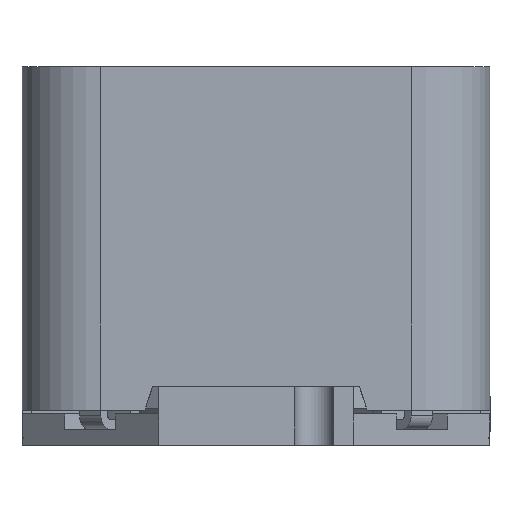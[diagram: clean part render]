
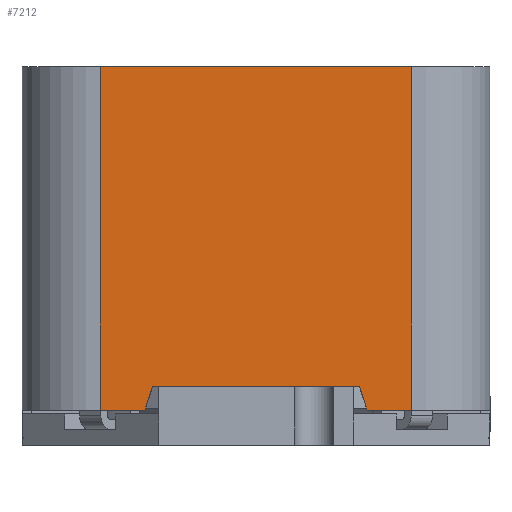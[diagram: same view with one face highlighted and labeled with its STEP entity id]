
A CAD part, left-side view. The second image highlights one B-rep face of the part: STEP entity #7212.
In plain terms, the highlighted planar face has unit normal (-1, 0, 0).
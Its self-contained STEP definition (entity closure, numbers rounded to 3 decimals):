
#2421=ORIENTED_EDGE('',*,*,#3575,.F.);
#2422=ORIENTED_EDGE('',*,*,#3522,.T.);
#2423=ORIENTED_EDGE('',*,*,#3576,.T.);
#2424=ORIENTED_EDGE('',*,*,#3577,.F.);
#2425=ORIENTED_EDGE('',*,*,#3578,.T.);
#2426=ORIENTED_EDGE('',*,*,#3524,.T.);
#2427=ORIENTED_EDGE('',*,*,#3579,.F.);
#2428=ORIENTED_EDGE('',*,*,#3580,.F.);
#3522=EDGE_CURVE('',#4249,#4254,#4944,.T.);
#3524=EDGE_CURVE('',#4257,#4255,#4946,.T.);
#3575=EDGE_CURVE('',#4249,#4297,#4971,.T.);
#3576=EDGE_CURVE('',#4254,#4298,#4972,.F.);
#3577=EDGE_CURVE('',#4299,#4298,#4973,.T.);
#3578=EDGE_CURVE('',#4299,#4257,#4974,.T.);
#3579=EDGE_CURVE('',#4300,#4255,#4975,.T.);
#3580=EDGE_CURVE('',#4297,#4300,#4976,.T.);
#4249=VERTEX_POINT('',#14181);
#4254=VERTEX_POINT('',#14190);
#4255=VERTEX_POINT('',#14194);
#4257=VERTEX_POINT('',#14197);
#4297=VERTEX_POINT('',#14298);
#4298=VERTEX_POINT('',#14300);
#4299=VERTEX_POINT('',#14302);
#4300=VERTEX_POINT('',#14305);
#4944=LINE('',#14191,#5620);
#4946=LINE('',#14196,#5622);
#4971=LINE('',#14297,#5647);
#4972=LINE('',#14299,#5648);
#4973=LINE('',#14301,#5649);
#4974=LINE('',#14303,#5650);
#4975=LINE('',#14304,#5651);
#4976=LINE('',#14306,#5652);
#5620=VECTOR('',#10545,1000.);
#5622=VECTOR('',#10549,1000.);
#5647=VECTOR('',#10646,1000.);
#5648=VECTOR('',#10647,1000.);
#5649=VECTOR('',#10648,1000.);
#5650=VECTOR('',#10649,1000.);
#5651=VECTOR('',#10650,1000.);
#5652=VECTOR('',#10651,1000.);
#6084=EDGE_LOOP('',(#2421,#2422,#2423,#2424,#2425,#2426,#2427,#2428));
#6520=FACE_BOUND('',#6084,.T.);
#6838=PLANE('',#9028);
#7212=ADVANCED_FACE('',(#6520),#6838,.F.);
#9028=AXIS2_PLACEMENT_3D('',#14296,#10644,#10645);
#10545=DIRECTION('',(0.,-1.,0.));
#10549=DIRECTION('',(0.,-1.,0.));
#10644=DIRECTION('',(1.,0.,0.));
#10645=DIRECTION('',(0.,0.,-1.));
#10646=DIRECTION('',(0.,0.316,0.949));
#10647=DIRECTION('',(0.,0.,-1.));
#10648=DIRECTION('',(0.,-1.,0.));
#10649=DIRECTION('',(0.,0.,-1.));
#10650=DIRECTION('',(0.,0.316,-0.949));
#10651=DIRECTION('',(0.,1.,0.));
#14181=CARTESIAN_POINT('',(-6.,-2.85,0.));
#14190=CARTESIAN_POINT('',(-6.,-4.,0.));
#14191=CARTESIAN_POINT('',(-6.,6.,0.));
#14194=CARTESIAN_POINT('',(-6.,2.85,0.));
#14196=CARTESIAN_POINT('',(-6.,6.,0.));
#14197=CARTESIAN_POINT('',(-6.,4.,0.));
#14296=CARTESIAN_POINT('',(-6.,6.,8.8));
#14297=CARTESIAN_POINT('',(-6.,0.675,10.575));
#14298=CARTESIAN_POINT('',(-6.,-2.65,0.6));
#14299=CARTESIAN_POINT('',(-6.,-4.,8.8));
#14300=CARTESIAN_POINT('',(-6.,-4.,8.8));
#14301=CARTESIAN_POINT('',(-6.,6.,8.8));
#14302=CARTESIAN_POINT('',(-6.,4.,8.8));
#14303=CARTESIAN_POINT('',(-6.,4.,8.8));
#14304=CARTESIAN_POINT('',(-6.,0.525,6.975));
#14305=CARTESIAN_POINT('',(-6.,2.65,0.6));
#14306=CARTESIAN_POINT('',(-6.,6.,0.6));
